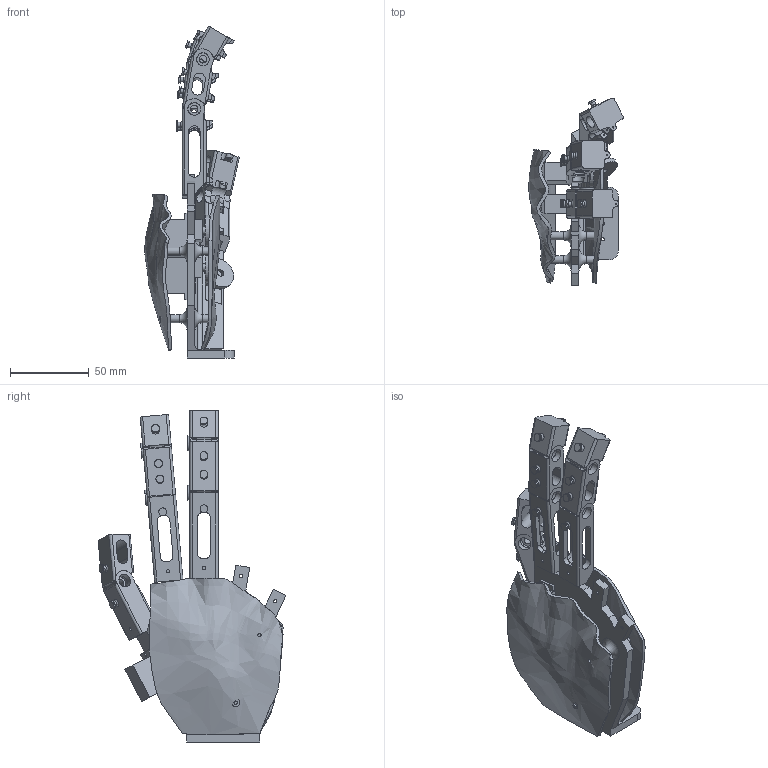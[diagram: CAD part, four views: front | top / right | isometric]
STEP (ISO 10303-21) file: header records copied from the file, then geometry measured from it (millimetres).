
FILE_DESCRIPTION(/* description */ (''),/* implementation_level */ '2;1');
FILE_NAME(/* name */ 'Hand_mod v8.step',/* time_stamp */ '2020-05-04T12:11:41-06:00',/* author */ (''),/* organization */ (''),/* preprocessor_version */ 'ST-DEVELOPER v18.1',/* originating_system */ 'Autodesk Translation Framework v9.2.0.1227',/* authorisation */ '');
FILE_SCHEMA (('AUTOMOTIVE_DESIGN { 1 0 10303 214 3 1 1 }'));
Length unit declared in the file: millimetre
Products named in the file (27): Hand_mod; Palm_right_hand_mod; Component2; Micro_servo; Micro_servo_1; Micro_servo_2; Component1; Palm_front; Component2_1; Palm_back; Component2_2; Proximal_phalanx_thumb; Component2_3; Proximal_phalanx_middle; Proximal_phalanx_middle_1; Component1_1; Middle_phalanx_index; Component1_2; MIddle_phalanx_middle; Component1_3; Distal_phalanx_thumb; Component1_4; Distal_phalanx_middle; Component1_5; Distal_phalanx_index; Component1_6; 6294K433_LIGHT DUTY DRY-RUNNING SLEEVE BEARING
Assembly tree (33 placements, depth 3):
  Hand_mod
    Palm_right_hand_mod
      Component2
    Micro_servo
      Component1
    Micro_servo_1
      Component1
    Micro_servo_2
      Component1
    Palm_front
      Component2_1
    Palm_back
      Component2_2
    Proximal_phalanx_thumb
      Component2_3
    Proximal_phalanx_middle
      Component1_1
    Proximal_phalanx_middle_1
      Component1_1
    Middle_phalanx_index
      Component1_2
    MIddle_phalanx_middle
      Component1_3
    Distal_phalanx_thumb
      Component1_4
    Distal_phalanx_middle
      Component1_5
    Distal_phalanx_index
      Component1_6
    6294K433_LIGHT DUTY DRY-RUNNING SLEEVE BEARING  x5
Bounding box: 59.96 x 119.11 x 210.5 mm (x, y, z)
Volume: 141175.9 mm3; surface area: 93684.4 mm2
Topology: 19 solids, 19 shells, 629 faces, 1669 edges, 1113 vertices
Faces by surface type: plane 315, cylinder 288, torus 14, bspline 12
Full cylindrical faces by diameter (mm): 0.75 x16, 2.032 x6, 2.1 x25, 3 x10, 4.668 x6, 4.801 x5, 5 x10, 5.1 x4, 7.938 x5, 8.137 x15, 9.525 x5, 19.584 x3
Entity records: 19562 total; most frequent: CARTESIAN_POINT 6134, DIRECTION 2789, ORIENTED_EDGE 2584, EDGE_CURVE 1292, AXIS2_PLACEMENT_3D 1026, VERTEX_POINT 853, LINE 737, VECTOR 737
